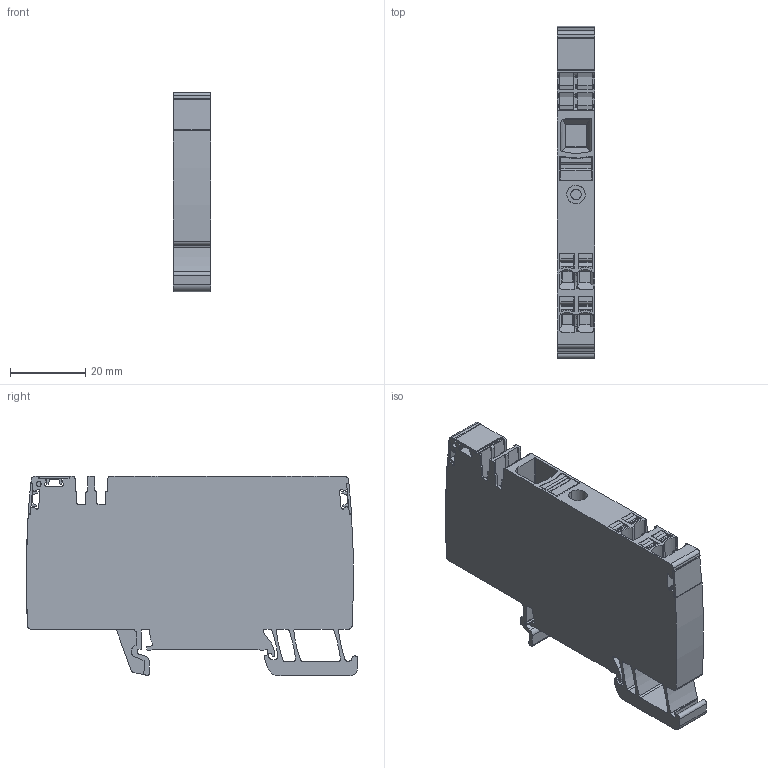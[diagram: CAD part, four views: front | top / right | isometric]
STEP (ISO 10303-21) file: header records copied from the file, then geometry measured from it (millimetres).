
FILE_DESCRIPTION(('CATIA V5 STEP Exchange','CAx-IF Rec.Pracs.--- Model Styling and Organization---1.4--- 2014-01-23'),'2;1');
FILE_NAME ('1135664-1_1', '2020-01-13T09:06:23+00:00', ('none'), ('Weidmueller'), 'CATIA Version 5-6 Release 2016 SP3 HF44', 'CATIA V5 STEP AP214', 'none');
FILE_SCHEMA(('AUTOMOTIVE_DESIGN { 1 0 10303 214 1 1 1 1 }'));
Length unit declared in the file: millimetre
Products named in the file (1): 2675530000
Bounding box: 10 x 88.36 x 53.19 mm (x, y, z)
Volume: 34990.2 mm3; surface area: 15959.5 mm2
Topology: 9 solids, 9 shells, 962 faces, 2857 edges, 1918 vertices
Faces by surface type: plane 518, cylinder 394, extrusion 24, sphere 11, cone 10, torus 5
Entity records: 33125 total; most frequent: CARTESIAN_POINT 7855, ORIENTED_EDGE 5692, DIRECTION 4075, EDGE_CURVE 2846, VECTOR 1952, LINE 1928, VERTEX_POINT 1918, AXIS2_PLACEMENT_3D 1357
